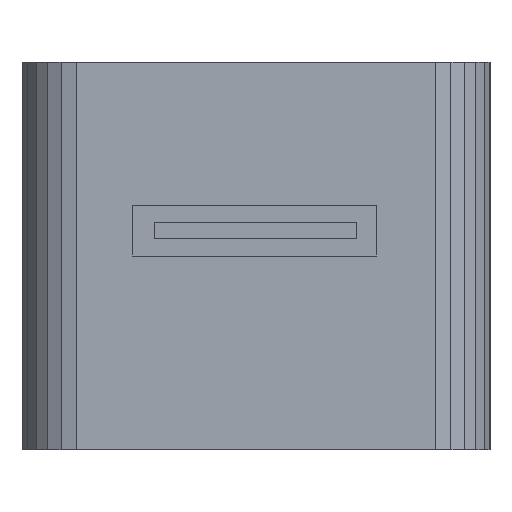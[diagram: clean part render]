
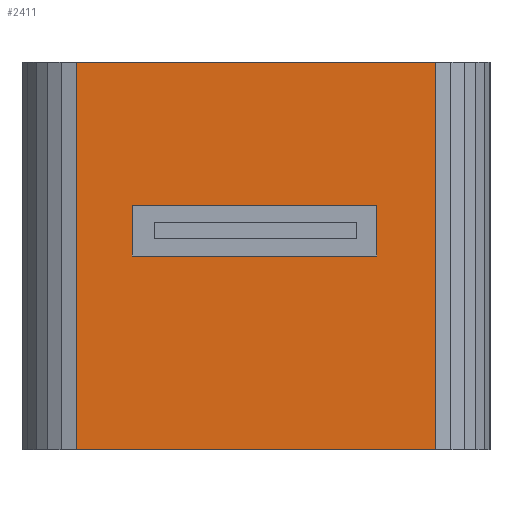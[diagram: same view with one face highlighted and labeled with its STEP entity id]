
A CAD part, left-side view. The second image highlights one B-rep face of the part: STEP entity #2411.
In plain terms, the highlighted planar face has unit normal (-1, 0, 0).
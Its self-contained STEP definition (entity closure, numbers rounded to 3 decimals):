
#55 = PLANE('',#56);
#56 = AXIS2_PLACEMENT_3D('',#57,#58,#59);
#57 = CARTESIAN_POINT('',(82.902,0.016,0.));
#58 = DIRECTION('',(0.,0.,1.));
#59 = DIRECTION('',(1.,0.,0.));
#111 = PLANE('',#112);
#112 = AXIS2_PLACEMENT_3D('',#113,#114,#115);
#113 = CARTESIAN_POINT('',(0.063,6.997,50.));
#114 = DIRECTION('',(0.,0.,1.));
#115 = DIRECTION('',(1.,0.,0.));
#284 = VERTEX_POINT('',#285);
#285 = CARTESIAN_POINT('',(0.063,6.997,0.));
#299 = PLANE('',#300);
#300 = AXIS2_PLACEMENT_3D('',#301,#302,#303);
#301 = CARTESIAN_POINT('',(0.312,6.026,25.));
#302 = DIRECTION('',(-0.969,-0.249,0.)
  );
#303 = DIRECTION('',(0.249,-0.969,0.));
#311 = EDGE_CURVE('',#312,#284,#314,.T.);
#312 = VERTEX_POINT('',#313);
#313 = CARTESIAN_POINT('',(0.063,53.403,0.));
#314 = SURFACE_CURVE('',#315,(#319,#326),.PCURVE_S1.);
#315 = LINE('',#316,#317);
#316 = CARTESIAN_POINT('',(0.063,53.403,0.));
#317 = VECTOR('',#318,1.);
#318 = DIRECTION('',(0.,-1.,0.));
#319 = PCURVE('',#55,#320);
#320 = DEFINITIONAL_REPRESENTATION('',(#321),#325);
#321 = LINE('',#322,#323);
#322 = CARTESIAN_POINT('',(-82.839,53.387));
#323 = VECTOR('',#324,1.);
#324 = DIRECTION('',(0.,-1.));
#325 = ( GEOMETRIC_REPRESENTATION_CONTEXT(2) 
PARAMETRIC_REPRESENTATION_CONTEXT() REPRESENTATION_CONTEXT('2D SPACE',''
  ) );
#326 = PCURVE('',#327,#332);
#327 = PLANE('',#328);
#328 = AXIS2_PLACEMENT_3D('',#329,#330,#331);
#329 = CARTESIAN_POINT('',(0.063,53.403,0.));
#330 = DIRECTION('',(1.,0.,0.));
#331 = DIRECTION('',(0.,0.,1.));
#332 = DEFINITIONAL_REPRESENTATION('',(#333),#337);
#333 = LINE('',#334,#335);
#334 = CARTESIAN_POINT('',(0.,0.));
#335 = VECTOR('',#336,1.);
#336 = DIRECTION('',(0.,1.));
#337 = ( GEOMETRIC_REPRESENTATION_CONTEXT(2) 
PARAMETRIC_REPRESENTATION_CONTEXT() REPRESENTATION_CONTEXT('2D SPACE',''
  ) );
#355 = PLANE('',#356);
#356 = AXIS2_PLACEMENT_3D('',#357,#358,#359);
#357 = CARTESIAN_POINT('',(0.312,54.374,25.));
#358 = DIRECTION('',(0.969,-0.249,0.)
  );
#359 = DIRECTION('',(0.249,0.969,0.)
  );
#949 = EDGE_CURVE('',#950,#952,#954,.T.);
#950 = VERTEX_POINT('',#951);
#951 = CARTESIAN_POINT('',(0.063,6.997,50.));
#952 = VERTEX_POINT('',#953);
#953 = CARTESIAN_POINT('',(0.063,53.403,50.));
#954 = SURFACE_CURVE('',#955,(#959,#966),.PCURVE_S1.);
#955 = LINE('',#956,#957);
#956 = CARTESIAN_POINT('',(0.063,6.997,50.));
#957 = VECTOR('',#958,1.);
#958 = DIRECTION('',(0.,1.,0.));
#959 = PCURVE('',#111,#960);
#960 = DEFINITIONAL_REPRESENTATION('',(#961),#965);
#961 = LINE('',#962,#963);
#962 = CARTESIAN_POINT('',(0.,0.));
#963 = VECTOR('',#964,1.);
#964 = DIRECTION('',(0.,1.));
#965 = ( GEOMETRIC_REPRESENTATION_CONTEXT(2) 
PARAMETRIC_REPRESENTATION_CONTEXT() REPRESENTATION_CONTEXT('2D SPACE',''
  ) );
#966 = PCURVE('',#327,#967);
#967 = DEFINITIONAL_REPRESENTATION('',(#968),#972);
#968 = LINE('',#969,#970);
#969 = CARTESIAN_POINT('',(50.,46.405));
#970 = VECTOR('',#971,1.);
#971 = DIRECTION('',(0.,-1.));
#972 = ( GEOMETRIC_REPRESENTATION_CONTEXT(2) 
PARAMETRIC_REPRESENTATION_CONTEXT() REPRESENTATION_CONTEXT('2D SPACE',''
  ) );
#2388 = EDGE_CURVE('',#284,#950,#2389,.T.);
#2389 = SURFACE_CURVE('',#2390,(#2394,#2401),.PCURVE_S1.);
#2390 = LINE('',#2391,#2392);
#2391 = CARTESIAN_POINT('',(0.063,6.997,0.));
#2392 = VECTOR('',#2393,1.);
#2393 = DIRECTION('',(0.,0.,1.));
#2394 = PCURVE('',#299,#2395);
#2395 = DEFINITIONAL_REPRESENTATION('',(#2396),#2400);
#2396 = LINE('',#2397,#2398);
#2397 = CARTESIAN_POINT('',(-1.003,-25.));
#2398 = VECTOR('',#2399,1.);
#2399 = DIRECTION('',(0.,1.));
#2400 = ( GEOMETRIC_REPRESENTATION_CONTEXT(2) 
PARAMETRIC_REPRESENTATION_CONTEXT() REPRESENTATION_CONTEXT('2D SPACE',''
  ) );
#2401 = PCURVE('',#327,#2402);
#2402 = DEFINITIONAL_REPRESENTATION('',(#2403),#2407);
#2403 = LINE('',#2404,#2405);
#2404 = CARTESIAN_POINT('',(0.,46.405));
#2405 = VECTOR('',#2406,1.);
#2406 = DIRECTION('',(1.,0.));
#2407 = ( GEOMETRIC_REPRESENTATION_CONTEXT(2) 
PARAMETRIC_REPRESENTATION_CONTEXT() REPRESENTATION_CONTEXT('2D SPACE',''
  ) );
#2411 = ADVANCED_FACE('',(#2412,#2438),#327,.F.);
#2412 = FACE_BOUND('',#2413,.F.);
#2413 = EDGE_LOOP('',(#2414,#2415,#2436,#2437));
#2414 = ORIENTED_EDGE('',*,*,#311,.F.);
#2415 = ORIENTED_EDGE('',*,*,#2416,.F.);
#2416 = EDGE_CURVE('',#952,#312,#2417,.T.);
#2417 = SURFACE_CURVE('',#2418,(#2422,#2429),.PCURVE_S1.);
#2418 = LINE('',#2419,#2420);
#2419 = CARTESIAN_POINT('',(0.063,53.403,50.));
#2420 = VECTOR('',#2421,1.);
#2421 = DIRECTION('',(0.,0.,-1.));
#2422 = PCURVE('',#327,#2423);
#2423 = DEFINITIONAL_REPRESENTATION('',(#2424),#2428);
#2424 = LINE('',#2425,#2426);
#2425 = CARTESIAN_POINT('',(50.,0.));
#2426 = VECTOR('',#2427,1.);
#2427 = DIRECTION('',(-1.,0.));
#2428 = ( GEOMETRIC_REPRESENTATION_CONTEXT(2) 
PARAMETRIC_REPRESENTATION_CONTEXT() REPRESENTATION_CONTEXT('2D SPACE',''
  ) );
#2429 = PCURVE('',#355,#2430);
#2430 = DEFINITIONAL_REPRESENTATION('',(#2431),#2435);
#2431 = LINE('',#2432,#2433);
#2432 = CARTESIAN_POINT('',(-1.003,25.));
#2433 = VECTOR('',#2434,1.);
#2434 = DIRECTION('',(0.,-1.));
#2435 = ( GEOMETRIC_REPRESENTATION_CONTEXT(2) 
PARAMETRIC_REPRESENTATION_CONTEXT() REPRESENTATION_CONTEXT('2D SPACE',''
  ) );
#2436 = ORIENTED_EDGE('',*,*,#949,.F.);
#2437 = ORIENTED_EDGE('',*,*,#2388,.F.);
#2438 = FACE_BOUND('',#2439,.F.);
#2439 = EDGE_LOOP('',(#2440,#2468,#2494,#2520));
#2440 = ORIENTED_EDGE('',*,*,#2441,.T.);
#2441 = EDGE_CURVE('',#2442,#2444,#2446,.T.);
#2442 = VERTEX_POINT('',#2443);
#2443 = CARTESIAN_POINT('',(0.063,46.16,25.));
#2444 = VERTEX_POINT('',#2445);
#2445 = CARTESIAN_POINT('',(0.063,14.64,25.));
#2446 = SURFACE_CURVE('',#2447,(#2451,#2457),.PCURVE_S1.);
#2447 = LINE('',#2448,#2449);
#2448 = CARTESIAN_POINT('',(0.063,34.021,25.));
#2449 = VECTOR('',#2450,1.);
#2450 = DIRECTION('',(0.,-1.,0.));
#2451 = PCURVE('',#327,#2452);
#2452 = DEFINITIONAL_REPRESENTATION('',(#2453),#2456);
#2453 = B_SPLINE_CURVE_WITH_KNOTS('',1,(#2454,#2455),.UNSPECIFIED.,.F.,
  .F.,(2,2),(-15.291,22.533),.PIECEWISE_BEZIER_KNOTS.);
#2454 = CARTESIAN_POINT('',(25.,4.091));
#2455 = CARTESIAN_POINT('',(25.,41.915));
#2456 = ( GEOMETRIC_REPRESENTATION_CONTEXT(2) 
PARAMETRIC_REPRESENTATION_CONTEXT() REPRESENTATION_CONTEXT('2D SPACE',''
  ) );
#2457 = PCURVE('',#2458,#2463);
#2458 = PLANE('',#2459);
#2459 = AXIS2_PLACEMENT_3D('',#2460,#2461,#2462);
#2460 = CARTESIAN_POINT('',(6.,14.64,25.));
#2461 = DIRECTION('',(0.,0.,1.));
#2462 = DIRECTION('',(0.,1.,0.));
#2463 = DEFINITIONAL_REPRESENTATION('',(#2464),#2467);
#2464 = B_SPLINE_CURVE_WITH_KNOTS('',1,(#2465,#2466),.UNSPECIFIED.,.F.,
  .F.,(2,2),(-15.291,22.533),.PIECEWISE_BEZIER_KNOTS.);
#2465 = CARTESIAN_POINT('',(34.672,5.937));
#2466 = CARTESIAN_POINT('',(-3.152,5.937));
#2467 = ( GEOMETRIC_REPRESENTATION_CONTEXT(2) 
PARAMETRIC_REPRESENTATION_CONTEXT() REPRESENTATION_CONTEXT('2D SPACE',''
  ) );
#2468 = ORIENTED_EDGE('',*,*,#2469,.T.);
#2469 = EDGE_CURVE('',#2444,#2470,#2472,.T.);
#2470 = VERTEX_POINT('',#2471);
#2471 = CARTESIAN_POINT('',(0.063,14.64,31.5));
#2472 = SURFACE_CURVE('',#2473,(#2477,#2483),.PCURVE_S1.);
#2473 = LINE('',#2474,#2475);
#2474 = CARTESIAN_POINT('',(0.063,14.64,12.5));
#2475 = VECTOR('',#2476,1.);
#2476 = DIRECTION('',(0.,0.,1.));
#2477 = PCURVE('',#327,#2478);
#2478 = DEFINITIONAL_REPRESENTATION('',(#2479),#2482);
#2479 = B_SPLINE_CURVE_WITH_KNOTS('',1,(#2480,#2481),.UNSPECIFIED.,.F.,
  .F.,(2,2),(11.85,19.65),.PIECEWISE_BEZIER_KNOTS.);
#2480 = CARTESIAN_POINT('',(24.35,38.763));
#2481 = CARTESIAN_POINT('',(32.15,38.763));
#2482 = ( GEOMETRIC_REPRESENTATION_CONTEXT(2) 
PARAMETRIC_REPRESENTATION_CONTEXT() REPRESENTATION_CONTEXT('2D SPACE',''
  ) );
#2483 = PCURVE('',#2484,#2489);
#2484 = PLANE('',#2485);
#2485 = AXIS2_PLACEMENT_3D('',#2486,#2487,#2488);
#2486 = CARTESIAN_POINT('',(6.,14.64,25.));
#2487 = DIRECTION('',(0.,1.,0.));
#2488 = DIRECTION('',(0.,0.,1.));
#2489 = DEFINITIONAL_REPRESENTATION('',(#2490),#2493);
#2490 = B_SPLINE_CURVE_WITH_KNOTS('',1,(#2491,#2492),.UNSPECIFIED.,.F.,
  .F.,(2,2),(11.85,19.65),.PIECEWISE_BEZIER_KNOTS.);
#2491 = CARTESIAN_POINT('',(-0.65,-5.937));
#2492 = CARTESIAN_POINT('',(7.15,-5.937));
#2493 = ( GEOMETRIC_REPRESENTATION_CONTEXT(2) 
PARAMETRIC_REPRESENTATION_CONTEXT() REPRESENTATION_CONTEXT('2D SPACE',''
  ) );
#2494 = ORIENTED_EDGE('',*,*,#2495,.F.);
#2495 = EDGE_CURVE('',#2496,#2470,#2498,.T.);
#2496 = VERTEX_POINT('',#2497);
#2497 = CARTESIAN_POINT('',(0.063,46.16,31.5));
#2498 = SURFACE_CURVE('',#2499,(#2503,#2509),.PCURVE_S1.);
#2499 = LINE('',#2500,#2501);
#2500 = CARTESIAN_POINT('',(0.063,34.021,31.5));
#2501 = VECTOR('',#2502,1.);
#2502 = DIRECTION('',(0.,-1.,0.));
#2503 = PCURVE('',#327,#2504);
#2504 = DEFINITIONAL_REPRESENTATION('',(#2505),#2508);
#2505 = B_SPLINE_CURVE_WITH_KNOTS('',1,(#2506,#2507),.UNSPECIFIED.,.F.,
  .F.,(2,2),(-15.291,22.533),.PIECEWISE_BEZIER_KNOTS.);
#2506 = CARTESIAN_POINT('',(31.5,4.091));
#2507 = CARTESIAN_POINT('',(31.5,41.915));
#2508 = ( GEOMETRIC_REPRESENTATION_CONTEXT(2) 
PARAMETRIC_REPRESENTATION_CONTEXT() REPRESENTATION_CONTEXT('2D SPACE',''
  ) );
#2509 = PCURVE('',#2510,#2515);
#2510 = PLANE('',#2511);
#2511 = AXIS2_PLACEMENT_3D('',#2512,#2513,#2514);
#2512 = CARTESIAN_POINT('',(6.,14.64,31.5));
#2513 = DIRECTION('',(0.,0.,1.));
#2514 = DIRECTION('',(0.,1.,0.));
#2515 = DEFINITIONAL_REPRESENTATION('',(#2516),#2519);
#2516 = B_SPLINE_CURVE_WITH_KNOTS('',1,(#2517,#2518),.UNSPECIFIED.,.F.,
  .F.,(2,2),(-15.291,22.533),.PIECEWISE_BEZIER_KNOTS.);
#2517 = CARTESIAN_POINT('',(34.672,5.937));
#2518 = CARTESIAN_POINT('',(-3.152,5.937));
#2519 = ( GEOMETRIC_REPRESENTATION_CONTEXT(2) 
PARAMETRIC_REPRESENTATION_CONTEXT() REPRESENTATION_CONTEXT('2D SPACE',''
  ) );
#2520 = ORIENTED_EDGE('',*,*,#2521,.F.);
#2521 = EDGE_CURVE('',#2442,#2496,#2522,.T.);
#2522 = SURFACE_CURVE('',#2523,(#2527,#2533),.PCURVE_S1.);
#2523 = LINE('',#2524,#2525);
#2524 = CARTESIAN_POINT('',(0.063,46.16,12.5));
#2525 = VECTOR('',#2526,1.);
#2526 = DIRECTION('',(0.,0.,1.));
#2527 = PCURVE('',#327,#2528);
#2528 = DEFINITIONAL_REPRESENTATION('',(#2529),#2532);
#2529 = B_SPLINE_CURVE_WITH_KNOTS('',1,(#2530,#2531),.UNSPECIFIED.,.F.,
  .F.,(2,2),(11.85,19.65),.PIECEWISE_BEZIER_KNOTS.);
#2530 = CARTESIAN_POINT('',(24.35,7.243));
#2531 = CARTESIAN_POINT('',(32.15,7.243));
#2532 = ( GEOMETRIC_REPRESENTATION_CONTEXT(2) 
PARAMETRIC_REPRESENTATION_CONTEXT() REPRESENTATION_CONTEXT('2D SPACE',''
  ) );
#2533 = PCURVE('',#2534,#2539);
#2534 = PLANE('',#2535);
#2535 = AXIS2_PLACEMENT_3D('',#2536,#2537,#2538);
#2536 = CARTESIAN_POINT('',(6.,46.16,25.));
#2537 = DIRECTION('',(0.,1.,0.));
#2538 = DIRECTION('',(0.,0.,1.));
#2539 = DEFINITIONAL_REPRESENTATION('',(#2540),#2543);
#2540 = B_SPLINE_CURVE_WITH_KNOTS('',1,(#2541,#2542),.UNSPECIFIED.,.F.,
  .F.,(2,2),(11.85,19.65),.PIECEWISE_BEZIER_KNOTS.);
#2541 = CARTESIAN_POINT('',(-0.65,-5.937));
#2542 = CARTESIAN_POINT('',(7.15,-5.937));
#2543 = ( GEOMETRIC_REPRESENTATION_CONTEXT(2) 
PARAMETRIC_REPRESENTATION_CONTEXT() REPRESENTATION_CONTEXT('2D SPACE',''
  ) );
